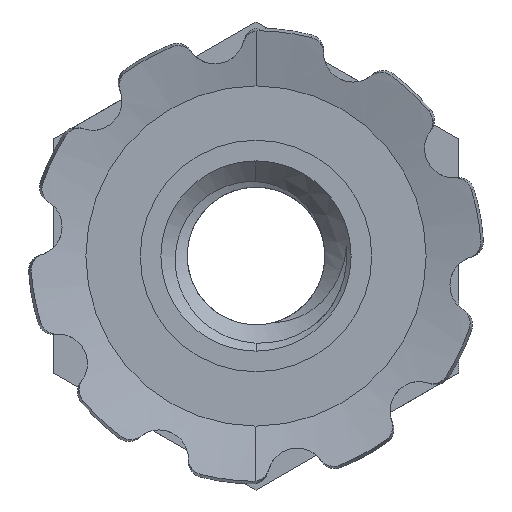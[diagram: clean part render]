
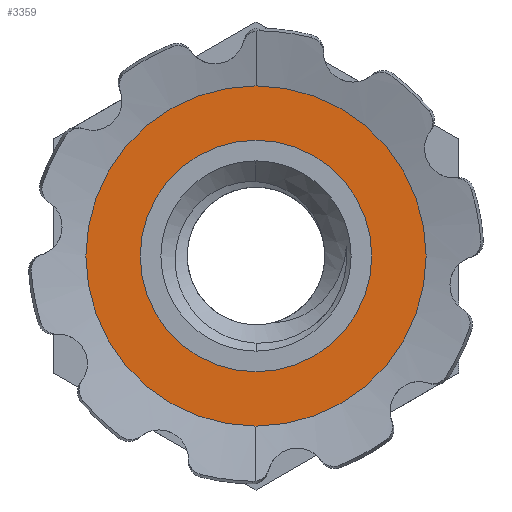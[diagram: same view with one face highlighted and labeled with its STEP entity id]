
A CAD part, front view. The second image highlights one B-rep face of the part: STEP entity #3359.
In plain terms, the highlighted planar face has unit normal (0, -1, 0).
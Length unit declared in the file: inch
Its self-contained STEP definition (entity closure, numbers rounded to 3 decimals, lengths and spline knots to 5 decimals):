
#90 = ORIENTED_EDGE ( 'NONE', *, *, #3103, .F. ) ;
#128 = CARTESIAN_POINT ( 'NONE',  ( 0., 0.00912, 0. ) ) ;
#145 = DIRECTION ( 'NONE',  ( 0., 0., 1. ) ) ;
#198 = CARTESIAN_POINT ( 'NONE',  ( 0., 0.00912, 0. ) ) ;
#238 = DIRECTION ( 'NONE',  ( 0., 1., 0. ) ) ;
#298 = VERTEX_POINT ( 'NONE', #482 ) ;
#482 = CARTESIAN_POINT ( 'NONE',  ( 0., 0.00912, -0.10492 ) ) ;
#524 = CARTESIAN_POINT ( 'NONE',  ( 0., 0.00912, 0. ) ) ;
#582 = EDGE_CURVE ( 'NONE', #1078, #2070, #2936, .T. ) ;
#839 = DIRECTION ( 'NONE',  ( 0., 0., 1. ) ) ;
#865 = DIRECTION ( 'NONE',  ( 0., 0., 1. ) ) ;
#942 = DIRECTION ( 'NONE',  ( 0., 0., 1. ) ) ;
#1075 = DIRECTION ( 'NONE',  ( 0., 1., 0. ) ) ;
#1078 = VERTEX_POINT ( 'NONE', #2195 ) ;
#1113 = AXIS2_PLACEMENT_3D ( 'NONE', #524, #1075, #2884 ) ;
#1240 = CIRCLE ( 'NONE', #1113, 0.07138 ) ;
#1287 = DIRECTION ( 'NONE',  ( 0., 1., 0. ) ) ;
#1622 = EDGE_CURVE ( 'NONE', #2070, #1078, #1240, .T. ) ;
#1744 = CIRCLE ( 'NONE', #3261, 0.10492 ) ;
#2070 = VERTEX_POINT ( 'NONE', #2662 ) ;
#2087 = CARTESIAN_POINT ( 'NONE',  ( 0., 0.00912, 0.07137 ) ) ;
#2181 = CIRCLE ( 'NONE', #2435, 0.10492 ) ;
#2195 = CARTESIAN_POINT ( 'NONE',  ( 0., 0.00912, -0.07138 ) ) ;
#2324 = ORIENTED_EDGE ( 'NONE', *, *, #1622, .T. ) ;
#2435 = AXIS2_PLACEMENT_3D ( 'NONE', #128, #2821, #145 ) ;
#2446 = PLANE ( 'NONE',  #3750 ) ;
#2473 = CARTESIAN_POINT ( 'NONE',  ( 0., 0.00912, 0.10492 ) ) ;
#2476 = EDGE_LOOP ( 'NONE', ( #3626, #90 ) ) ;
#2501 = EDGE_LOOP ( 'NONE', ( #3717, #2324 ) ) ;
#2662 = CARTESIAN_POINT ( 'NONE',  ( 0., 0.00912, 0.07138 ) ) ;
#2706 = VERTEX_POINT ( 'NONE', #2473 ) ;
#2724 = EDGE_CURVE ( 'NONE', #298, #2706, #1744, .T. ) ;
#2821 = DIRECTION ( 'NONE',  ( 0., 1., 0. ) ) ;
#2884 = DIRECTION ( 'NONE',  ( 0., 0., 1. ) ) ;
#2936 = CIRCLE ( 'NONE', #3252, 0.07138 ) ;
#2995 = DIRECTION ( 'NONE',  ( 0., 1., 0. ) ) ;
#3017 = FACE_BOUND ( 'NONE', #2501, .T. ) ;
#3103 = EDGE_CURVE ( 'NONE', #2706, #298, #2181, .T. ) ;
#3252 = AXIS2_PLACEMENT_3D ( 'NONE', #198, #238, #839 ) ;
#3261 = AXIS2_PLACEMENT_3D ( 'NONE', #3616, #1287, #942 ) ;
#3359 = ADVANCED_FACE ( 'NONE', ( #3647, #3017 ), #2446, .F. ) ;
#3616 = CARTESIAN_POINT ( 'NONE',  ( 0., 0.00912, 0. ) ) ;
#3626 = ORIENTED_EDGE ( 'NONE', *, *, #2724, .F. ) ;
#3647 = FACE_OUTER_BOUND ( 'NONE', #2476, .T. ) ;
#3717 = ORIENTED_EDGE ( 'NONE', *, *, #582, .T. ) ;
#3750 = AXIS2_PLACEMENT_3D ( 'NONE', #2087, #2995, #865 ) ;
